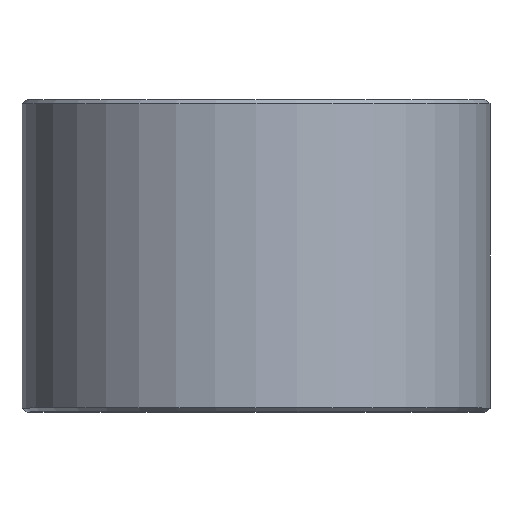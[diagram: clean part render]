
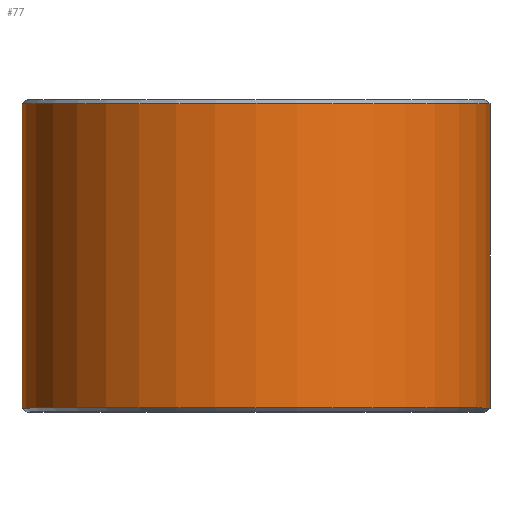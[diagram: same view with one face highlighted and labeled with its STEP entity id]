
A CAD part, top view. The second image highlights one B-rep face of the part: STEP entity #77.
In plain terms, the highlighted cylindrical face has radius 6 mm (diameter 12 mm), a full revolution.
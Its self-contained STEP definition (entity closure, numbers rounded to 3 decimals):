
#21=FACE_BOUND('',#36,.T.);
#27=FACE_OUTER_BOUND('',#35,.T.);
#35=EDGE_LOOP('',(#65));
#36=EDGE_LOOP('',(#66));
#46=CIRCLE('',#88,6.);
#47=CIRCLE('',#90,6.);
#52=VERTEX_POINT('',#130);
#53=VERTEX_POINT('',#133);
#58=EDGE_CURVE('',#52,#52,#46,.T.);
#59=EDGE_CURVE('',#53,#53,#47,.T.);
#65=ORIENTED_EDGE('',*,*,#59,.F.);
#66=ORIENTED_EDGE('',*,*,#58,.F.);
#74=CYLINDRICAL_SURFACE('',#89,6.);
#77=ADVANCED_FACE('',(#27,#21),#74,.T.);
#88=AXIS2_PLACEMENT_3D('',#131,#107,#108);
#89=AXIS2_PLACEMENT_3D('',#132,#109,#110);
#90=AXIS2_PLACEMENT_3D('',#134,#111,#112);
#107=DIRECTION('center_axis',(0.,1.,0.));
#108=DIRECTION('ref_axis',(1.,0.,0.));
#109=DIRECTION('center_axis',(0.,-1.,0.));
#110=DIRECTION('ref_axis',(1.,0.,0.));
#111=DIRECTION('center_axis',(0.,-1.,0.));
#112=DIRECTION('ref_axis',(1.,0.,0.));
#130=CARTESIAN_POINT('',(-6.,-0.1,0.));
#131=CARTESIAN_POINT('Origin',(0.,-0.1,0.));
#132=CARTESIAN_POINT('Origin',(0.,0.,0.));
#133=CARTESIAN_POINT('',(-6.,-7.9,0.));
#134=CARTESIAN_POINT('Origin',(0.,-7.9,0.));
